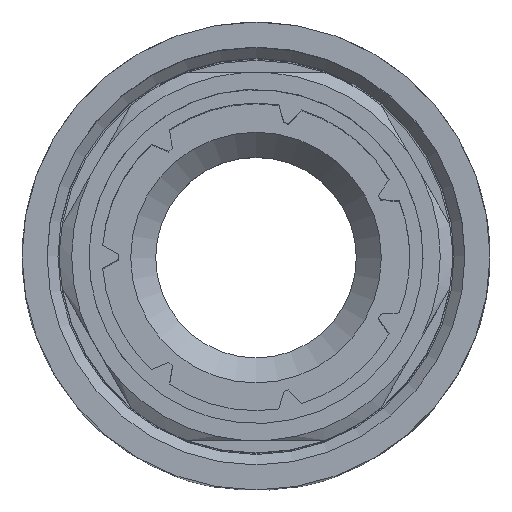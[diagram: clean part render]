
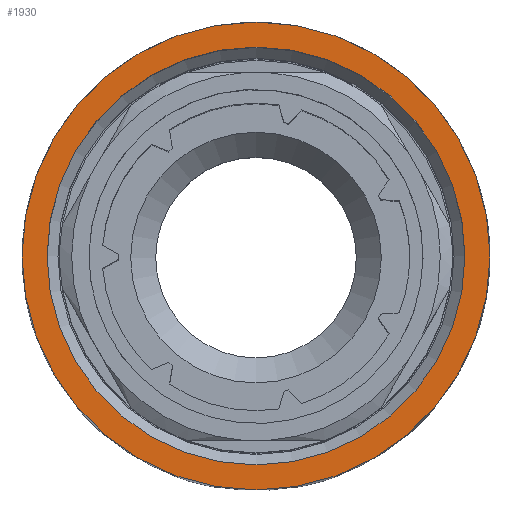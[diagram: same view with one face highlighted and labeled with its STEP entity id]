
A CAD part, top view. The second image highlights one B-rep face of the part: STEP entity #1930.
In plain terms, the highlighted planar face has unit normal (0, 0, 1).
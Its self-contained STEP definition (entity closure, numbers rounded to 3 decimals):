
#1930=ADVANCED_FACE('',(#2226,#2227),#2112,.T.);
#2112=PLANE('',#5605);
#2226=FACE_BOUND('',#2473,.T.);
#2227=FACE_BOUND('',#2474,.T.);
#2473=EDGE_LOOP('',(#3521));
#2474=EDGE_LOOP('',(#3522));
#3521=ORIENTED_EDGE('',*,*,#4759,.T.);
#3522=ORIENTED_EDGE('',*,*,#4760,.F.);
#4162=VERTEX_POINT('',#8612);
#4163=VERTEX_POINT('',#8615);
#4759=EDGE_CURVE('',#4162,#4162,#5061,.T.);
#4760=EDGE_CURVE('',#4163,#4163,#5062,.T.);
#5061=CIRCLE('',#5602,12.5);
#5062=CIRCLE('',#5604,14.);
#5602=AXIS2_PLACEMENT_3D('',#8611,#6719,#6720);
#5604=AXIS2_PLACEMENT_3D('',#8614,#6723,#6724);
#5605=AXIS2_PLACEMENT_3D('',#8616,#6725,#6726);
#6719=DIRECTION('',(0.,0.,-1.));
#6720=DIRECTION('',(1.,0.,0.));
#6723=DIRECTION('',(0.,0.,-1.));
#6724=DIRECTION('',(1.,0.,0.));
#6725=DIRECTION('',(0.,0.,1.));
#6726=DIRECTION('',(-1.,0.,0.));
#8611=CARTESIAN_POINT('',(0.,0.,21.));
#8612=CARTESIAN_POINT('',(12.5,0.,21.));
#8614=CARTESIAN_POINT('',(0.,0.,21.));
#8615=CARTESIAN_POINT('',(14.,0.,21.));
#8616=CARTESIAN_POINT('',(14.7,14.7,21.));
